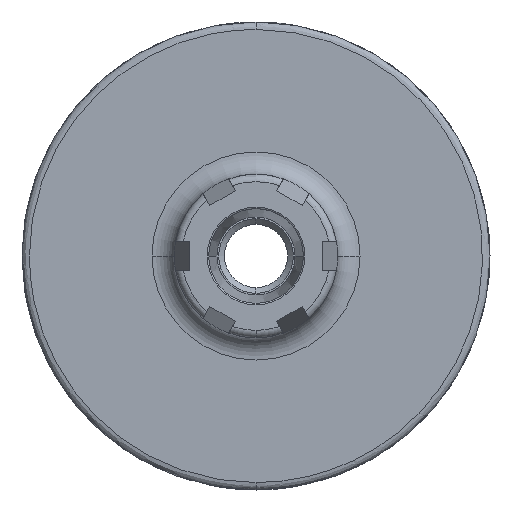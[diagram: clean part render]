
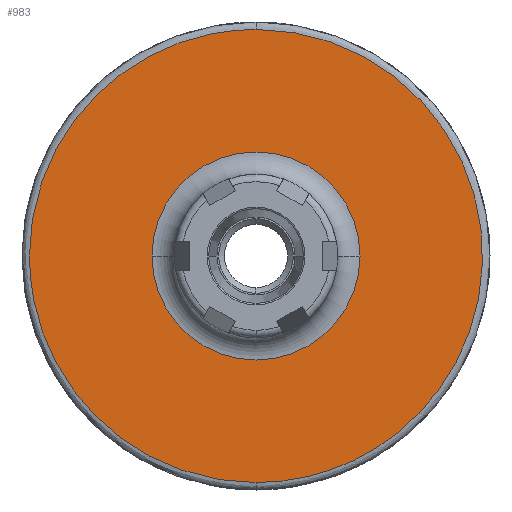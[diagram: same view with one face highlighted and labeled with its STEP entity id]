
A CAD part, front view. The second image highlights one B-rep face of the part: STEP entity #983.
In plain terms, the highlighted planar face has unit normal (0, -1, 0).
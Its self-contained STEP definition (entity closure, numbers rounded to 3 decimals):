
#13 = CARTESIAN_POINT ( 'NONE',  ( 0., -27., -30.5 ) ) ;
#80 = CIRCLE ( 'NONE', #1805, 14. ) ;
#193 = EDGE_CURVE ( 'NONE', #6680, #5984, #80, .T. ) ;
#328 = CARTESIAN_POINT ( 'NONE',  ( -30.5, -27., 0. ) ) ;
#386 =( BOUNDED_CURVE ( )  B_SPLINE_CURVE ( 3, ( #328, #5040, #2960, #6627 ),
 .UNSPECIFIED., .F., .F. ) 
 B_SPLINE_CURVE_WITH_KNOTS ( ( 4, 4 ),
 ( 0., 0.333 ),
 .UNSPECIFIED. ) 
 CURVE ( )  GEOMETRIC_REPRESENTATION_ITEM ( )  RATIONAL_B_SPLINE_CURVE ( ( 1., 0.805, 0.805, 1. ) ) 
 REPRESENTATION_ITEM ( '' )  );
#432 = FACE_OUTER_BOUND ( 'NONE', #859, .T. ) ;
#501 = DIRECTION ( 'NONE',  ( 0., -1., 0. ) ) ;
#832 = CARTESIAN_POINT ( 'NONE',  ( -14., -27., 0. ) ) ;
#859 = EDGE_LOOP ( 'NONE', ( #6275, #3070, #4498 ) ) ;
#870 = CARTESIAN_POINT ( 'NONE',  ( 14., -27., 0. ) ) ;
#981 = DIRECTION ( 'NONE',  ( 1., 0., 0. ) ) ;
#983 = ADVANCED_FACE ( 'NONE', ( #4424, #432 ), #2490, .T. ) ;
#1128 = CARTESIAN_POINT ( 'NONE',  ( 0., -27., 30.5 ) ) ;
#1186 = VERTEX_POINT ( 'NONE', #1128 ) ;
#1443 = CARTESIAN_POINT ( 'NONE',  ( 0., -27., 30.5 ) ) ;
#1803 =( BOUNDED_CURVE ( )  B_SPLINE_CURVE ( 3, ( #1443, #4563, #5617, #2493 ),
 .UNSPECIFIED., .F., .F. ) 
 B_SPLINE_CURVE_WITH_KNOTS ( ( 4, 4 ),
 ( 0.333, 1. ),
 .UNSPECIFIED. ) 
 CURVE ( )  GEOMETRIC_REPRESENTATION_ITEM ( )  RATIONAL_B_SPLINE_CURVE ( ( 1., 0.333, 0.333, 1. ) ) 
 REPRESENTATION_ITEM ( '' )  );
#1805 = AXIS2_PLACEMENT_3D ( 'NONE', #3649, #4643, #981 ) ;
#1949 = ORIENTED_EDGE ( 'NONE', *, *, #193, .T. ) ;
#2054 = CARTESIAN_POINT ( 'NONE',  ( 0., -27., 0. ) ) ;
#2105 = CARTESIAN_POINT ( 'NONE',  ( -17.866, -27., -30.5 ) ) ;
#2490 = PLANE ( 'NONE',  #5047 ) ;
#2493 = CARTESIAN_POINT ( 'NONE',  ( 0., -27., -30.5 ) ) ;
#2587 = DIRECTION ( 'NONE',  ( 1., 0., 0. ) ) ;
#2613 = CARTESIAN_POINT ( 'NONE',  ( 0., -27., -30.5 ) ) ;
#2726 = EDGE_LOOP ( 'NONE', ( #6109, #1949 ) ) ;
#2930 = AXIS2_PLACEMENT_3D ( 'NONE', #2054, #5710, #2587 ) ;
#2960 = CARTESIAN_POINT ( 'NONE',  ( -17.866, -27., 30.5 ) ) ;
#3070 = ORIENTED_EDGE ( 'NONE', *, *, #5533, .F. ) ;
#3164 = CARTESIAN_POINT ( 'NONE',  ( -30.5, -27., 0. ) ) ;
#3165 = VERTEX_POINT ( 'NONE', #5397 ) ;
#3649 = CARTESIAN_POINT ( 'NONE',  ( 0., -27., 0. ) ) ;
#4154 = DIRECTION ( 'NONE',  ( 1., 0., 0. ) ) ;
#4424 = FACE_BOUND ( 'NONE', #2726, .T. ) ;
#4498 = ORIENTED_EDGE ( 'NONE', *, *, #6045, .F. ) ;
#4563 = CARTESIAN_POINT ( 'NONE',  ( 61., -27., 30.5 ) ) ;
#4643 = DIRECTION ( 'NONE',  ( 0., 1., 0. ) ) ;
#4734 =( BOUNDED_CURVE ( )  B_SPLINE_CURVE ( 3, ( #13, #2105, #6293, #3164 ),
 .UNSPECIFIED., .F., .F. ) 
 B_SPLINE_CURVE_WITH_KNOTS ( ( 4, 4 ),
 ( 0., 1. ),
 .UNSPECIFIED. ) 
 CURVE ( )  GEOMETRIC_REPRESENTATION_ITEM ( )  RATIONAL_B_SPLINE_CURVE ( ( 1., 0.805, 0.805, 1. ) ) 
 REPRESENTATION_ITEM ( '' )  );
#5040 = CARTESIAN_POINT ( 'NONE',  ( -30.5, -27., 17.866 ) ) ;
#5047 = AXIS2_PLACEMENT_3D ( 'NONE', #5712, #501, #4154 ) ;
#5397 = CARTESIAN_POINT ( 'NONE',  ( -30.5, -27., 0. ) ) ;
#5407 = EDGE_CURVE ( 'NONE', #3165, #1186, #386, .T. ) ;
#5527 = VERTEX_POINT ( 'NONE', #2613 ) ;
#5533 = EDGE_CURVE ( 'NONE', #5527, #3165, #4734, .T. ) ;
#5617 = CARTESIAN_POINT ( 'NONE',  ( 61., -27., -30.5 ) ) ;
#5710 = DIRECTION ( 'NONE',  ( 0., 1., 0. ) ) ;
#5712 = CARTESIAN_POINT ( 'NONE',  ( -31.5, -27., 0. ) ) ;
#5984 = VERTEX_POINT ( 'NONE', #870 ) ;
#6045 = EDGE_CURVE ( 'NONE', #1186, #5527, #1803, .T. ) ;
#6109 = ORIENTED_EDGE ( 'NONE', *, *, #6145, .T. ) ;
#6145 = EDGE_CURVE ( 'NONE', #5984, #6680, #6508, .T. ) ;
#6275 = ORIENTED_EDGE ( 'NONE', *, *, #5407, .F. ) ;
#6293 = CARTESIAN_POINT ( 'NONE',  ( -30.5, -27., -17.866 ) ) ;
#6508 = CIRCLE ( 'NONE', #2930, 14. ) ;
#6627 = CARTESIAN_POINT ( 'NONE',  ( 0., -27., 30.5 ) ) ;
#6680 = VERTEX_POINT ( 'NONE', #832 ) ;
